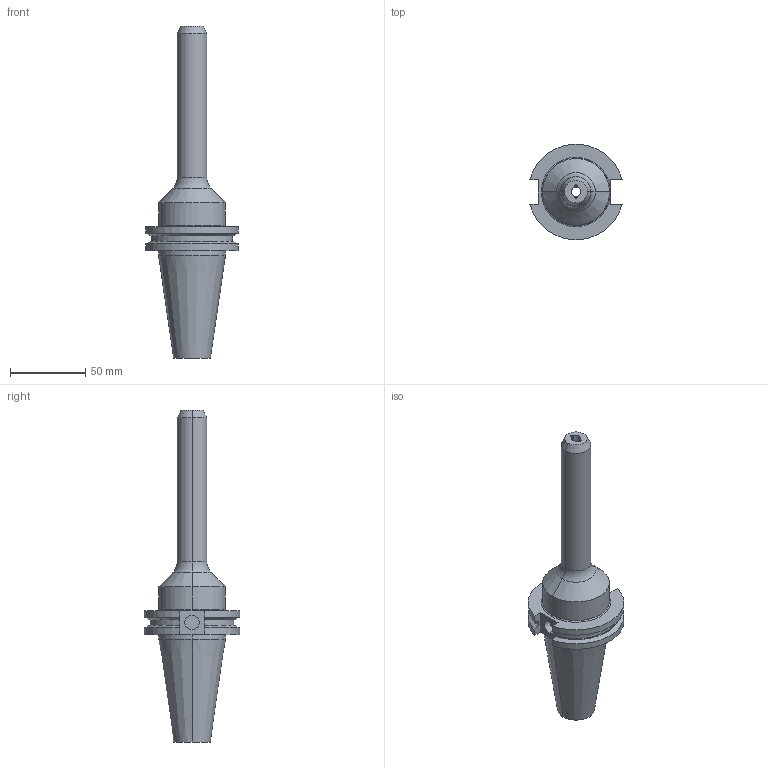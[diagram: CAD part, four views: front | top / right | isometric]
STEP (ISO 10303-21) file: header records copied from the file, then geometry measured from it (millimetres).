
FILE_DESCRIPTION (( 'STEP AP203' ), '1' );
FILE_NAME ('STP-SATE-22911-6B.STEP', '2018-08-22T03:02:12', ( '' ), ( '' ), 'SwSTEP 2.0', 'SolidWorks 2015', '' );
FILE_SCHEMA (( 'CONFIG_CONTROL_DESIGN' ));
Length unit declared in the file: millimetre
Products named in the file (1): STP-SATE-22911-6B
Bounding box: 61.35 x 63.26 x 220.65 mm (x, y, z)
Volume: 162957.5 mm3; surface area: 32890.6 mm2
Topology: 1 solids, 1 shells, 66 faces, 160 edges, 101 vertices
Faces by surface type: cylinder 31, plane 18, cone 12, torus 4, bspline 1
Entity records: 2079 total; most frequent: CARTESIAN_POINT 403, DIRECTION 361, ORIENTED_EDGE 320, EDGE_CURVE 160, AXIS2_PLACEMENT_3D 145, VERTEX_POINT 101, CIRCLE 79, EDGE_LOOP 73
